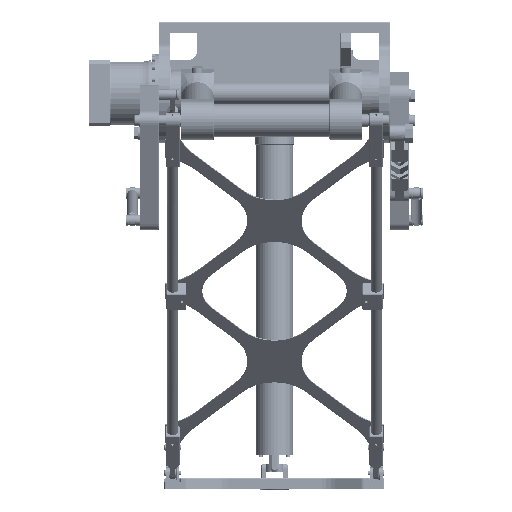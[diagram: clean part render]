
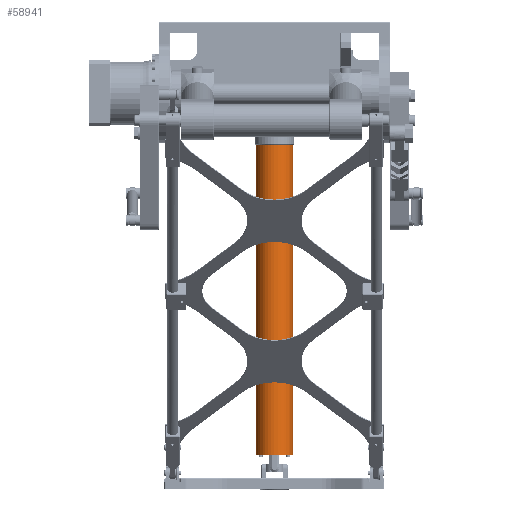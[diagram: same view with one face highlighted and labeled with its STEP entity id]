
A CAD part, left-side view. The second image highlights one B-rep face of the part: STEP entity #58941.
In plain terms, the highlighted cylindrical face has radius 33.5 mm (diameter 67 mm), a full revolution.
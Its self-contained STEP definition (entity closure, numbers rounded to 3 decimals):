
#2090=FACE_BOUND('',#13953,.T.);
#4819=CIRCLE('',#64948,33.5);
#4821=CIRCLE('',#64951,33.5);
#6235=CYLINDRICAL_SURFACE('',#64950,33.5);
#9289=FACE_OUTER_BOUND('',#13952,.T.);
#13952=EDGE_LOOP('',(#48914));
#13953=EDGE_LOOP('',(#48915));
#28111=VERTEX_POINT('',#103047);
#28113=VERTEX_POINT('',#103052);
#35237=EDGE_CURVE('',#28111,#28111,#4819,.T.);
#35239=EDGE_CURVE('',#28113,#28113,#4821,.T.);
#48914=ORIENTED_EDGE('',*,*,#35239,.T.);
#48915=ORIENTED_EDGE('',*,*,#35237,.F.);
#58941=ADVANCED_FACE('',(#9289,#2090),#6235,.T.);
#64948=AXIS2_PLACEMENT_3D('',#103048,#79753,#79754);
#64950=AXIS2_PLACEMENT_3D('',#103051,#79757,#79758);
#64951=AXIS2_PLACEMENT_3D('',#103053,#79759,#79760);
#79753=DIRECTION('center_axis',(0.,0.,-1.));
#79754=DIRECTION('ref_axis',(0.,-1.,0.));
#79757=DIRECTION('center_axis',(0.,0.,-1.));
#79758=DIRECTION('ref_axis',(0.,1.,0.));
#79759=DIRECTION('center_axis',(0.,0.,-1.));
#79760=DIRECTION('ref_axis',(0.,1.,0.));
#103047=CARTESIAN_POINT('',(0.,33.5,-598.5));
#103048=CARTESIAN_POINT('Origin',(0.,0.,-598.5));
#103051=CARTESIAN_POINT('Origin',(0.,0.,-317.));
#103052=CARTESIAN_POINT('',(0.,33.5,-35.));
#103053=CARTESIAN_POINT('Origin',(0.,0.,-35.));
